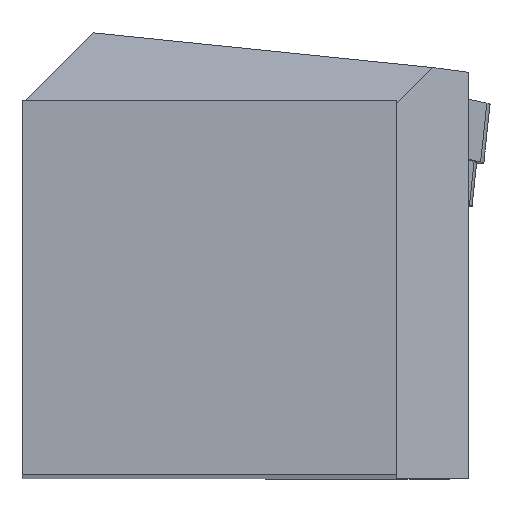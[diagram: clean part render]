
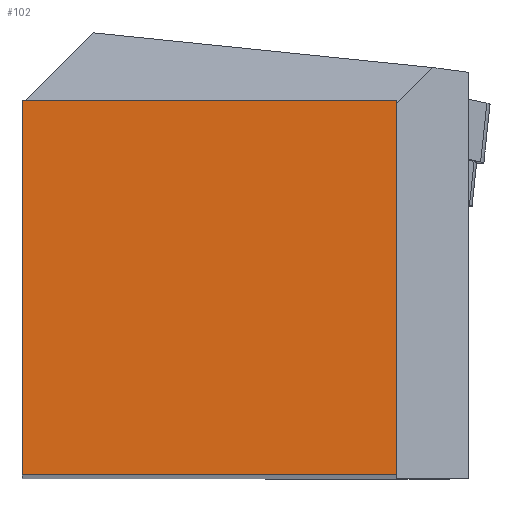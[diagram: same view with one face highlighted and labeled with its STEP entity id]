
A CAD part, top view. The second image highlights one B-rep face of the part: STEP entity #102.
In plain terms, the highlighted planar face has unit normal (0, 0, 1).
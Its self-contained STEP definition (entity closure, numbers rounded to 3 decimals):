
#102=ADVANCED_FACE('',(#163),#137,.T.);
#137=PLANE('',#701);
#163=FACE_OUTER_BOUND('',#194,.T.);
#194=EDGE_LOOP('',(#302,#303,#304,#305));
#302=ORIENTED_EDGE('',*,*,#455,.T.);
#303=ORIENTED_EDGE('',*,*,#502,.T.);
#304=ORIENTED_EDGE('',*,*,#478,.T.);
#305=ORIENTED_EDGE('',*,*,#501,.T.);
#396=VERTEX_POINT('',#918);
#397=VERTEX_POINT('',#920);
#415=VERTEX_POINT('',#965);
#416=VERTEX_POINT('',#967);
#455=EDGE_CURVE('',#397,#396,#543,.T.);
#478=EDGE_CURVE('',#416,#415,#565,.T.);
#501=EDGE_CURVE('',#415,#397,#585,.T.);
#502=EDGE_CURVE('',#396,#416,#586,.T.);
#543=LINE('',#919,#613);
#565=LINE('',#966,#635);
#585=LINE('',#1010,#655);
#586=LINE('',#1012,#656);
#613=VECTOR('',#739,1.);
#635=VECTOR('',#773,1.);
#655=VECTOR('',#815,1.);
#656=VECTOR('',#818,1.);
#701=AXIS2_PLACEMENT_3D('',#1014,#821,#822);
#739=DIRECTION('',(0.,1.,0.));
#773=DIRECTION('',(0.,-1.,0.));
#815=DIRECTION('',(1.,0.,0.));
#818=DIRECTION('',(-1.,0.,0.));
#821=DIRECTION('',(0.,0.,1.));
#822=DIRECTION('',(0.,-1.,0.));
#918=CARTESIAN_POINT('',(40.,40.,0.));
#919=CARTESIAN_POINT('',(40.,0.,0.));
#920=CARTESIAN_POINT('',(40.,0.,0.));
#965=CARTESIAN_POINT('',(0.,0.,0.));
#966=CARTESIAN_POINT('',(0.,40.,0.));
#967=CARTESIAN_POINT('',(0.,40.,0.));
#1010=CARTESIAN_POINT('',(0.,0.,0.));
#1012=CARTESIAN_POINT('',(40.,40.,0.));
#1014=CARTESIAN_POINT('',(20.,20.,0.));
